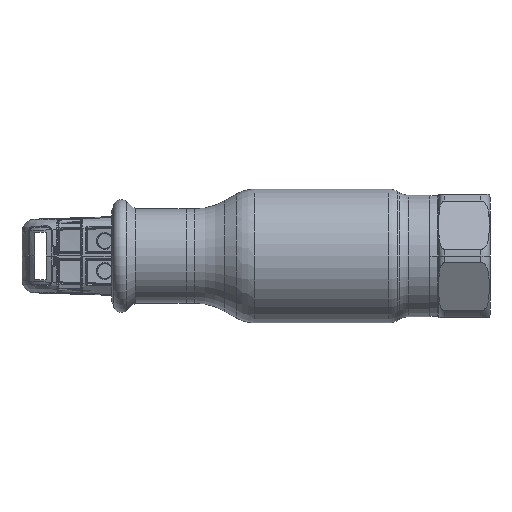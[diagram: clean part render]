
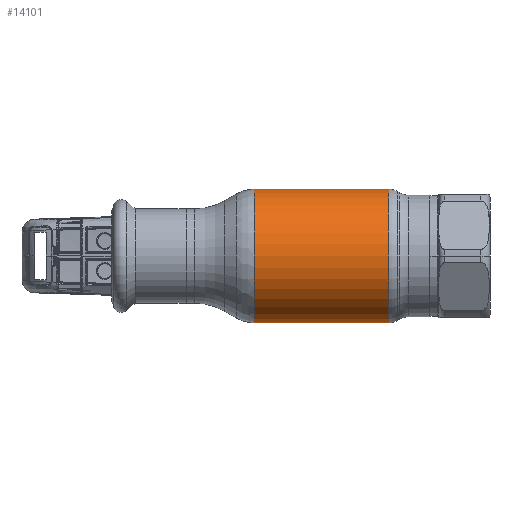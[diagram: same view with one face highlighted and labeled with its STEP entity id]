
A CAD part, front view. The second image highlights one B-rep face of the part: STEP entity #14101.
In plain terms, the highlighted cylindrical face has radius 22.25 mm (diameter 44.5 mm), a partial arc.
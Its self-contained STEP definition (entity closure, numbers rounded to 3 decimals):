
#674 = VERTEX_POINT ( 'NONE', #11051 ) ;
#2152 = ORIENTED_EDGE ( 'NONE', *, *, #29454, .F. ) ;
#3440 = ORIENTED_EDGE ( 'NONE', *, *, #36843, .T. ) ;
#5126 = VERTEX_POINT ( 'NONE', #61698 ) ;
#8004 = EDGE_LOOP ( 'NONE', ( #2152, #49860, #3440, #45234 ) ) ;
#11051 = CARTESIAN_POINT ( 'NONE',  ( 22.285, 0., -22.25 ) ) ;
#13524 = AXIS2_PLACEMENT_3D ( 'NONE', #13714, #24039, #28407 ) ;
#13714 = CARTESIAN_POINT ( 'NONE',  ( -22.285, 0., 0. ) ) ;
#14101 = ADVANCED_FACE ( 'NONE', ( #21114 ), #49732, .T. ) ;
#14328 = CARTESIAN_POINT ( 'NONE',  ( 22.285, 0., 0. ) ) ;
#16813 = CARTESIAN_POINT ( 'NONE',  ( -62.69, 0., -22.25 ) ) ;
#21114 = FACE_OUTER_BOUND ( 'NONE', #8004, .T. ) ;
#21803 = VECTOR ( 'NONE', #31703, 1000. ) ;
#24039 = DIRECTION ( 'NONE',  ( -1., 0., 0. ) ) ;
#24459 = DIRECTION ( 'NONE',  ( 0., 0., 1. ) ) ;
#25229 = LINE ( 'NONE', #30357, #30607 ) ;
#28407 = DIRECTION ( 'NONE',  ( 0., 0., 1. ) ) ;
#28878 = EDGE_CURVE ( 'NONE', #674, #5126, #52683, .T. ) ;
#28977 = VERTEX_POINT ( 'NONE', #63742 ) ;
#29454 = EDGE_CURVE ( 'NONE', #674, #58971, #59723, .T. ) ;
#30357 = CARTESIAN_POINT ( 'NONE',  ( -62.69, 0., 22.25 ) ) ;
#30607 = VECTOR ( 'NONE', #44378, 1000. ) ;
#31703 = DIRECTION ( 'NONE',  ( -1., 0., 0. ) ) ;
#31848 = CIRCLE ( 'NONE', #13524, 22.25 ) ;
#31879 = EDGE_CURVE ( 'NONE', #58971, #28977, #31848, .T. ) ;
#33219 = CARTESIAN_POINT ( 'NONE',  ( -22.285, 0., -22.25 ) ) ;
#34647 = DIRECTION ( 'NONE',  ( -1., 0., 0. ) ) ;
#36843 = EDGE_CURVE ( 'NONE', #5126, #28977, #25229, .T. ) ;
#37338 = AXIS2_PLACEMENT_3D ( 'NONE', #14328, #44092, #24459 ) ;
#38987 = CARTESIAN_POINT ( 'NONE',  ( -62.69, 0., 0. ) ) ;
#44092 = DIRECTION ( 'NONE',  ( -1., 0., 0. ) ) ;
#44347 = DIRECTION ( 'NONE',  ( 0., 0., 1. ) ) ;
#44378 = DIRECTION ( 'NONE',  ( -1., 0., 0. ) ) ;
#45234 = ORIENTED_EDGE ( 'NONE', *, *, #31879, .F. ) ;
#49723 = AXIS2_PLACEMENT_3D ( 'NONE', #38987, #34647, #44347 ) ;
#49732 = CYLINDRICAL_SURFACE ( 'NONE', #49723, 22.25 ) ;
#49860 = ORIENTED_EDGE ( 'NONE', *, *, #28878, .T. ) ;
#52683 = CIRCLE ( 'NONE', #37338, 22.25 ) ;
#58971 = VERTEX_POINT ( 'NONE', #33219 ) ;
#59723 = LINE ( 'NONE', #16813, #21803 ) ;
#61698 = CARTESIAN_POINT ( 'NONE',  ( 22.285, 0., 22.25 ) ) ;
#63742 = CARTESIAN_POINT ( 'NONE',  ( -22.285, 0., 22.25 ) ) ;
